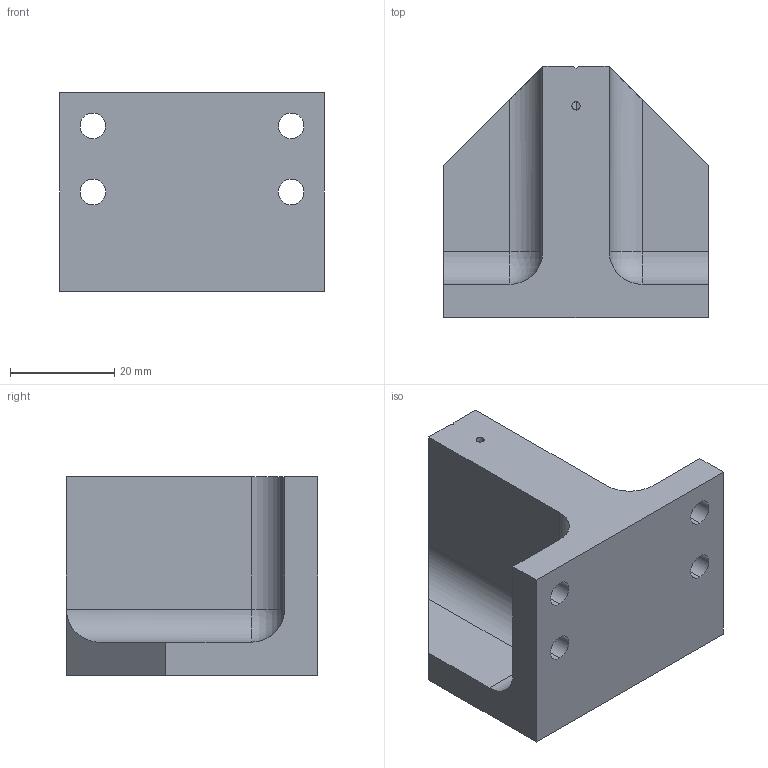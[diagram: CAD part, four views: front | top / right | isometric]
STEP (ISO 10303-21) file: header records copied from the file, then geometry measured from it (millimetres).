
FILE_DESCRIPTION (( 'STEP AP203' ), '1' );
FILE_NAME ('D0901936-v1_AdvLIGO_SUS_HSTS_Blade Guard Riser HSTS.STEP', '2010-06-08T18:14:32', ( 'Dwayne Giardina' ), ( 'CA Institute of Technology' ), 'SwSTEP 2.0', 'SolidWorks 2009', '' );
FILE_SCHEMA (( 'CONFIG_CONTROL_DESIGN' ));
Length unit declared in the file: inch
Products named in the file (1): D0901936-v1_AdvLIGO_SUS_HSTS_Blade Guard Riser HSTS
Bounding box: 50.8 x 48.26 x 38.1 mm (x, y, z)
Volume: 41145.6 mm3; surface area: 11690.5 mm2
Topology: 1 solids, 1 shells, 49 faces, 139 edges, 84 vertices
Faces by surface type: cylinder 22, plane 21, cone 4, sphere 2
Entity records: 1692 total; most frequent: CARTESIAN_POINT 369, ORIENTED_EDGE 266, DIRECTION 253, EDGE_CURVE 133, AXIS2_PLACEMENT_3D 88, VERTEX_POINT 84, LINE 77, VECTOR 77
